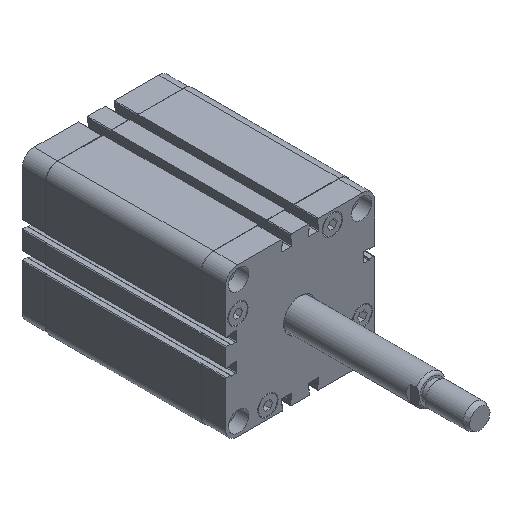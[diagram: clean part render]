
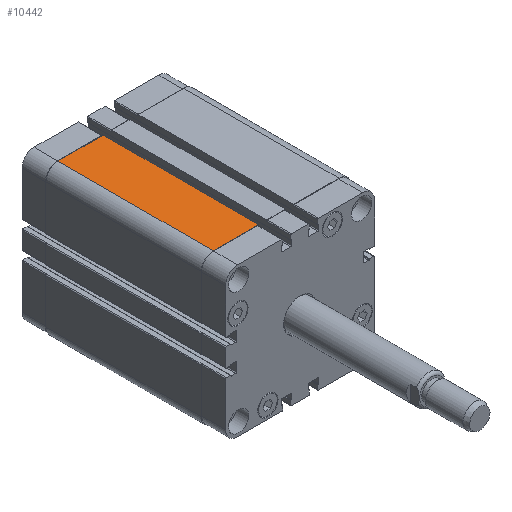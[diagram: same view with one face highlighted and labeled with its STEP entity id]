
A CAD part, isometric view. The second image highlights one B-rep face of the part: STEP entity #10442.
In plain terms, the highlighted planar face has unit normal (0, 0, 1).
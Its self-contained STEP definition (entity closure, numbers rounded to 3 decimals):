
#7606=CARTESIAN_POINT('',(-42.,52.0,50.));
#7607=VERTEX_POINT('',#7606);
#7615=CARTESIAN_POINT('',(-11.75,52.0,50.));
#7616=VERTEX_POINT('',#7615);
#7617=CARTESIAN_POINT('',(-11.75,52.0,50.));
#7618=DIRECTION('',(-1.0,0.0,0.0));
#7619=VECTOR('',#7618,30.25);
#7620=LINE('',#7617,#7619);
#7621=EDGE_CURVE('',#7616,#7607,#7620,.T.);
#9722=CARTESIAN_POINT('',(-11.75,-52.0,50.));
#9723=VERTEX_POINT('',#9722);
#9730=CARTESIAN_POINT('',(-42.,-52.0,50.));
#9731=VERTEX_POINT('',#9730);
#9732=CARTESIAN_POINT('',(-42.,-52.0,50.));
#9733=DIRECTION('',(1.0,0.0,0.0));
#9734=VECTOR('',#9733,30.25);
#9735=LINE('',#9732,#9734);
#9736=EDGE_CURVE('',#9731,#9723,#9735,.T.);
#10411=CARTESIAN_POINT('',(-11.75,-52.0,50.));
#10412=DIRECTION('',(0.0,1.0,0.0));
#10413=VECTOR('',#10412,104.0);
#10414=LINE('',#10411,#10413);
#10415=EDGE_CURVE('',#9723,#7616,#10414,.T.);
#10426=CARTESIAN_POINT('',(-11.75,0.0,50.));
#10427=DIRECTION('',(0.0,0.0,1.0));
#10428=DIRECTION('',(1.0,0.0,0.0));
#10429=AXIS2_PLACEMENT_3D('',#10426,#10427,#10428);
#10430=PLANE('',#10429);
#10431=ORIENTED_EDGE('',*,*,#7621,.T.);
#10432=CARTESIAN_POINT('',(-42.,-52.0,50.));
#10433=DIRECTION('',(0.0,1.0,0.0));
#10434=VECTOR('',#10433,104.0);
#10435=LINE('',#10432,#10434);
#10436=EDGE_CURVE('',#9731,#7607,#10435,.T.);
#10437=ORIENTED_EDGE('',*,*,#10436,.F.);
#10438=ORIENTED_EDGE('',*,*,#9736,.T.);
#10439=ORIENTED_EDGE('',*,*,#10415,.T.);
#10440=EDGE_LOOP('',(#10431,#10437,#10438,#10439));
#10441=FACE_OUTER_BOUND('',#10440,.T.);
#10442=ADVANCED_FACE('',(#10441),#10430,.T.);
